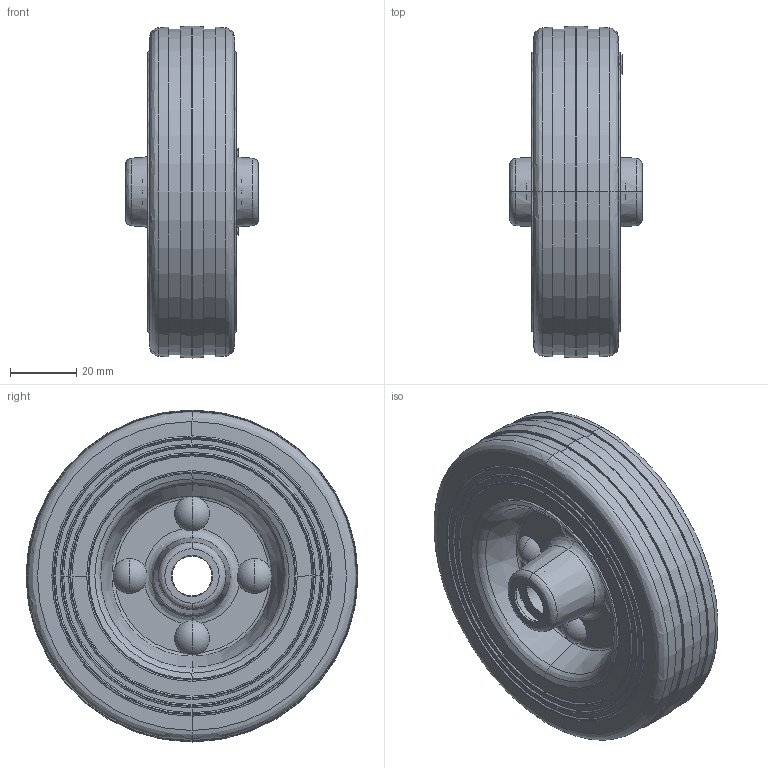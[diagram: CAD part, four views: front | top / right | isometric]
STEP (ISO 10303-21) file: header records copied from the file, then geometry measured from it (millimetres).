
FILE_DESCRIPTION (( 'STEP AP214' ), '1' );
FILE_NAME ('0013149WIC.step', '2023-02-22T12:16:43', ( '' ), ( '' ), 'SwSTEP 2.0', 'SolidWorks 2020', '' );
FILE_SCHEMA (( 'AUTOMOTIVE_DESIGN' ));
Length unit declared in the file: millimetre
Products named in the file (1): 0013149WIC
Bounding box: 40 x 100 x 100 mm (x, y, z)
Surface area: 33637.9 mm2 (no closed solid volume)
Topology: 0 solids, 23 shells, 269 faces, 678 edges, 416 vertices
Faces by surface type: bspline 99, cone 59, plane 48, cylinder 47, torus 16
Entity records: 12963 total; most frequent: CARTESIAN_POINT 4105, ORIENTED_EDGE 1187, DIRECTION 1174, EDGE_CURVE 658, AXIS2_PLACEMENT_3D 469, VERTEX_POINT 416, CIRCLE 298, EDGE_LOOP 292
